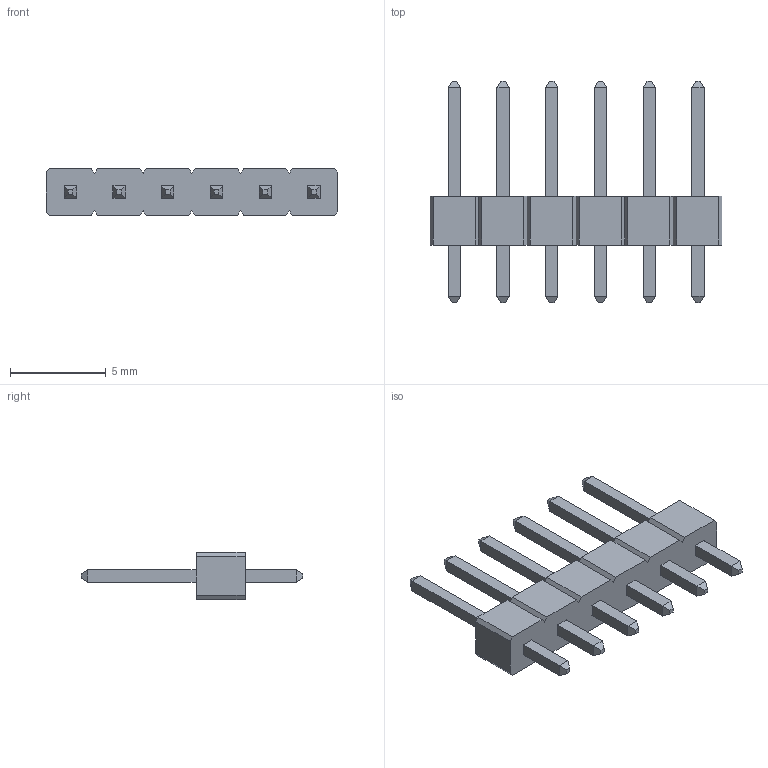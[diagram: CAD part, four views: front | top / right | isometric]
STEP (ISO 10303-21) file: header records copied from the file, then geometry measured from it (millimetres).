
FILE_DESCRIPTION(/* description */ (''),/* implementation_level */ '2;1');
FILE_NAME(/* name */ '1x06 connector.step',/* time_stamp */ '2018-09-29T19:59:50-04:00',/* author */ ('rdanie14'),/* organization */ (''),/* preprocessor_version */ 'ST-DEVELOPER v17.2',/* originating_system */ 'Autodesk Translation Framework v7.6.0.251',/* authorisation */ '');
FILE_SCHEMA (('AUTOMOTIVE_DESIGN { 1 0 10303 214 3 1 1 }'));
Length unit declared in the file: millimetre
Products named in the file (1): 1x07 connector
Bounding box: 15.22 x 11.54 x 2.46 mm (x, y, z)
Volume: 115.1 mm3; surface area: 379 mm2
Topology: 7 solids, 7 shells, 148 faces, 354 edges, 220 vertices
Faces by surface type: plane 148
Entity records: 4199 total; most frequent: CARTESIAN_POINT 723, ORIENTED_EDGE 708, DIRECTION 652, LINE 354, VECTOR 354, EDGE_CURVE 354, VERTEX_POINT 220, EDGE_LOOP 160
